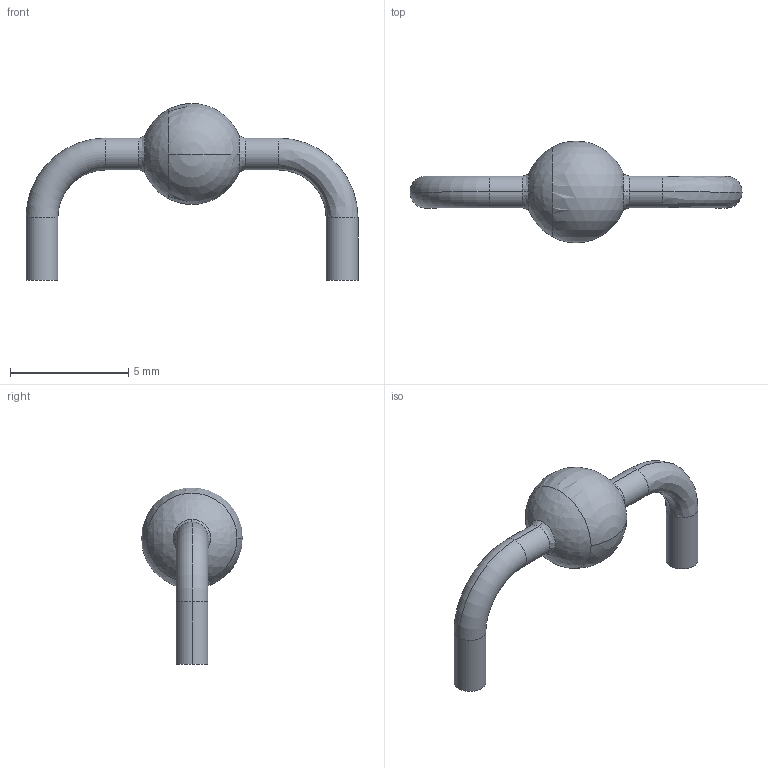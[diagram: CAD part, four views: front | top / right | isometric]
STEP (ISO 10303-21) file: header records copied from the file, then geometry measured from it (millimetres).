
FILE_DESCRIPTION((''),'2;1');
FILE_NAME('SOD64-LS1270.stp','2013-10-22T11:27:09',(''),(''),'Mechanical Desktop 2011','Mechanical Desktop 2011',', , ');
FILE_SCHEMA(('AUTOMOTIVE_DESIGN { 1 2 10303 214 1 1 1 1 }'));
Length unit declared in the file: millimetre
Products named in the file (1): Product
Bounding box: 14.05 x 4.3 x 7.48 mm (x, y, z)
Volume: 73.4 mm3; surface area: 193 mm2
Topology: 7 solids, 7 shells, 32 faces, 53 edges, 32 vertices
Faces by surface type: bspline 15, plane 7, sphere 4, cylinder 4, torus 2
Entity records: 1011 total; most frequent: CARTESIAN_POINT 389, DIRECTION 126, ORIENTED_EDGE 98, AXIS2_PLACEMENT_3D 59, EDGE_CURVE 49, CIRCLE 41, EDGE_LOOP 33, VERTEX_POINT 32
